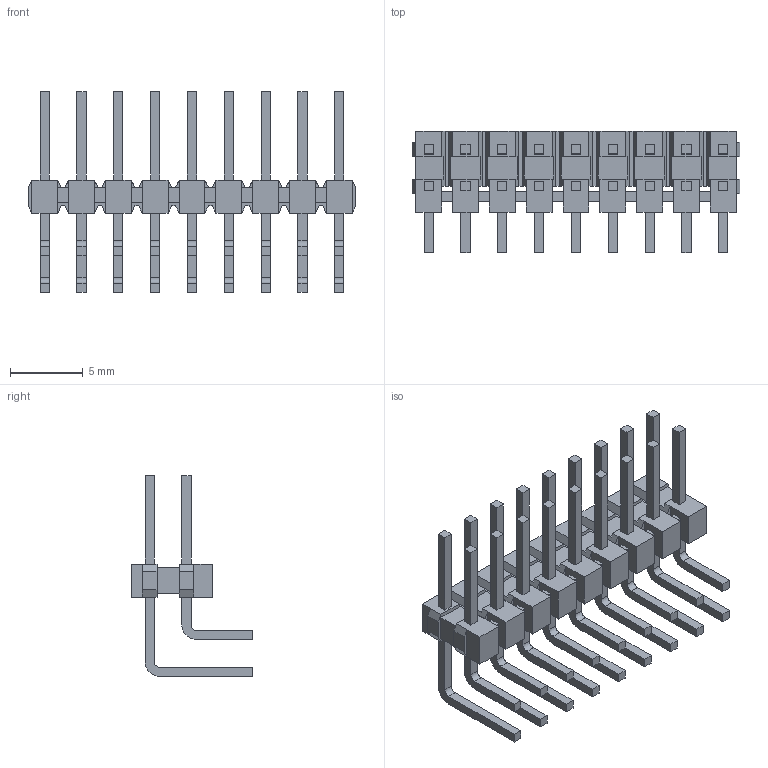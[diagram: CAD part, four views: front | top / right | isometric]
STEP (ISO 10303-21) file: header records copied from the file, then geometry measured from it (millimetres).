
FILE_DESCRIPTION((''),'2;1');
FILE_NAME('010894186','2013-04-05T',('me'),(''),'PRO/ENGINEER BY PARAMETRIC TECHNOLOGY CORPORATION, 2011490','PRO/ENGINEER BY PARAMETRIC TECHNOLOGY CORPORATION, 2011490','');
FILE_SCHEMA(('CONFIG_CONTROL_DESIGN'));
Length unit declared in the file: inch
Products named in the file (1): 010894186
Bounding box: 22.61 x 8.38 x 13.84 mm (x, y, z)
Volume: 347 mm3; surface area: 1178.1 mm2
Topology: 1 solids, 1 shells, 474 faces, 1268 edges, 832 vertices
Faces by surface type: plane 438, cylinder 36
Entity records: 14556 total; most frequent: CARTESIAN_POINT 2574, ORIENTED_EDGE 2536, DIRECTION 2288, EDGE_CURVE 1268, VECTOR 1196, LINE 1196, VERTEX_POINT 832, AXIS2_PLACEMENT_3D 546
